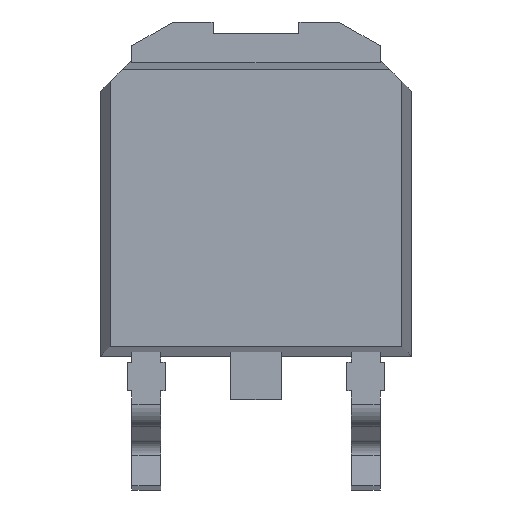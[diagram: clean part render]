
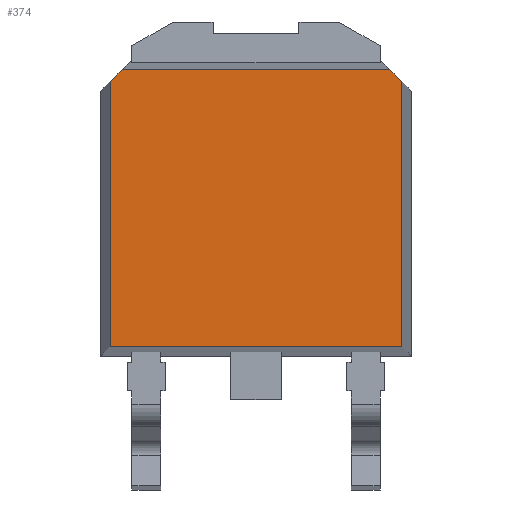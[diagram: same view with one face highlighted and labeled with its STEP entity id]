
A CAD part, top view. The second image highlights one B-rep face of the part: STEP entity #374.
In plain terms, the highlighted planar face has unit normal (0, 0, 1).
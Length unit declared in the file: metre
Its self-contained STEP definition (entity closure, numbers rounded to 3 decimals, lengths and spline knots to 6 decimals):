
#302 = EDGE_CURVE( '', #873, #874, #875, .T. );
#330 = EDGE_CURVE( '', #874, #925, #926, .T. );
#356 = EDGE_CURVE( '', #925, #969, #970, .T. );
#374 = ADVANCED_FACE( '', ( #1001 ), #1002, .T. );
#376 = EDGE_CURVE( '', #1004, #1005, #1006, .T. );
#488 = EDGE_CURVE( '', #969, #1004, #1176, .T. );
#746 = EDGE_CURVE( '', #873, #1005, #1505, .T. );
#873 = VERTEX_POINT( '', #1638 );
#874 = VERTEX_POINT( '', #1639 );
#875 = LINE( '', #1640, #1641 );
#925 = VERTEX_POINT( '', #1713 );
#926 = LINE( '', #1714, #1715 );
#969 = VERTEX_POINT( '', #1778 );
#970 = LINE( '', #1779, #1780 );
#1001 = FACE_OUTER_BOUND( '', #1820, .T. );
#1002 = PLANE( '', #1821 );
#1004 = VERTEX_POINT( '', #1824 );
#1005 = VERTEX_POINT( '', #1825 );
#1006 = LINE( '', #1826, #1827 );
#1176 = LINE( '', #2079, #2080 );
#1505 = LINE( '', #2579, #2580 );
#1638 = CARTESIAN_POINT( '', ( -0.00305, 0.002209, 0.002627 ) );
#1639 = CARTESIAN_POINT( '', ( -0.00305, -0.003341, 0.002627 ) );
#1640 = CARTESIAN_POINT( '', ( -0.00305, 0.002659, 0.002627 ) );
#1641 = VECTOR( '', #2779, 1. );
#1713 = CARTESIAN_POINT( '', ( 0.00305, -0.003341, 0.002627 ) );
#1714 = CARTESIAN_POINT( '', ( -0.00325, -0.003341, 0.002627 ) );
#1715 = VECTOR( '', #2809, 1. );
#1778 = CARTESIAN_POINT( '', ( 0.00305, 0.002209, 0.002627 ) );
#1779 = CARTESIAN_POINT( '', ( 0.00305, -0.003541, 0.002627 ) );
#1780 = VECTOR( '', #2838, 1. );
#1820 = EDGE_LOOP( '', ( #2879, #2880, #2881, #2882, #2883, #2884 ) );
#1821 = AXIS2_PLACEMENT_3D( '', #2885, #2886, #2887 );
#1824 = CARTESIAN_POINT( '', ( 0.0028, 0.002459, 0.002627 ) );
#1825 = CARTESIAN_POINT( '', ( -0.0028, 0.002459, 0.002627 ) );
#1826 = CARTESIAN_POINT( '', ( 0.00325, 0.002459, 0.002627 ) );
#1827 = VECTOR( '', #2888, 1. );
#2079 = CARTESIAN_POINT( '', ( 0.0026, 0.002659, 0.002627 ) );
#2080 = VECTOR( '', #3047, 1. );
#2579 = CARTESIAN_POINT( '', ( -0.0026, 0.002659, 0.002627 ) );
#2580 = VECTOR( '', #3555, 1. );
#2779 = DIRECTION( '', ( 0., -1., 0. ) );
#2809 = DIRECTION( '', ( 1., 0., 0. ) );
#2838 = DIRECTION( '', ( 0., 1., 0. ) );
#2879 = ORIENTED_EDGE( '', *, *, #356, .T. );
#2880 = ORIENTED_EDGE( '', *, *, #488, .T. );
#2881 = ORIENTED_EDGE( '', *, *, #376, .T. );
#2882 = ORIENTED_EDGE( '', *, *, #746, .F. );
#2883 = ORIENTED_EDGE( '', *, *, #302, .T. );
#2884 = ORIENTED_EDGE( '', *, *, #330, .T. );
#2885 = CARTESIAN_POINT( '', ( 0., -0.000441, 0.002627 ) );
#2886 = DIRECTION( '', ( 0., 0., 1. ) );
#2887 = DIRECTION( '', ( 1., 0., 0. ) );
#2888 = DIRECTION( '', ( -1., 0., 0. ) );
#3047 = DIRECTION( '', ( -0.707, 0.707, 0. ) );
#3555 = DIRECTION( '', ( 0.707, 0.707, 0. ) );
